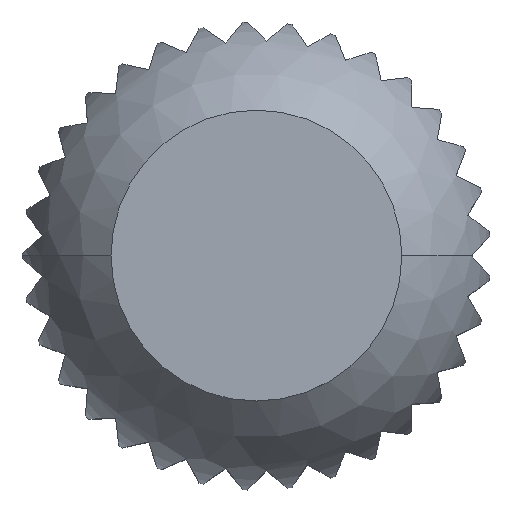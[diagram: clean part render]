
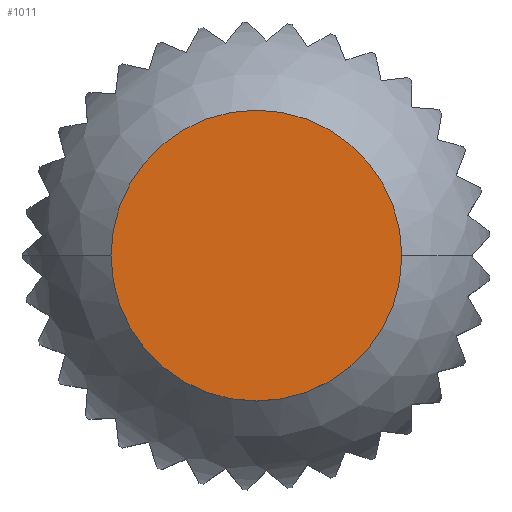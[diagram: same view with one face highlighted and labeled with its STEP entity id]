
A CAD part, top view. The second image highlights one B-rep face of the part: STEP entity #1011.
In plain terms, the highlighted planar face has unit normal (0, 0, 1).
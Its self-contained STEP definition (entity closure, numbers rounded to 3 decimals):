
#689=EDGE_CURVE('',#811,#1271,#1649,.T.);
#811=VERTEX_POINT('',#1782);
#1011=ADVANCED_FACE('',(#2004),#2005,.T.);
#1271=VERTEX_POINT('',#2338);
#1351=EDGE_CURVE('',#1271,#811,#2433,.T.);
#1649=CIRCLE('',#2809,15.5);
#1782=CARTESIAN_POINT('',(15.5,0.,121.0));
#2004=FACE_OUTER_BOUND('',#3294,.T.);
#2005=PLANE('',#3295);
#2338=CARTESIAN_POINT('',(-15.5,0.,121.0));
#2433=CIRCLE('',#3935,15.5);
#2809=AXIS2_PLACEMENT_3D('',#4280,#4281,#4282);
#3294=EDGE_LOOP('',(#4681,#4682));
#3295=AXIS2_PLACEMENT_3D('',#4683,#4684,#4685);
#3935=AXIS2_PLACEMENT_3D('',#5277,#5278,#5279);
#4280=CARTESIAN_POINT('',(0.,0.,121.0));
#4281=DIRECTION('',(0.0,0.0,1.0));
#4282=DIRECTION('',(1.0,0.,0.0));
#4681=ORIENTED_EDGE('',*,*,#689,.T.);
#4682=ORIENTED_EDGE('',*,*,#1351,.T.);
#4683=CARTESIAN_POINT('',(7.75,0.,121.0));
#4684=DIRECTION('',(0.0,0.0,1.0));
#4685=DIRECTION('',(-1.0,0.,0.0));
#5277=CARTESIAN_POINT('',(0.,0.,121.0));
#5278=DIRECTION('',(0.0,0.0,1.0));
#5279=DIRECTION('',(1.0,0.,0.0));
